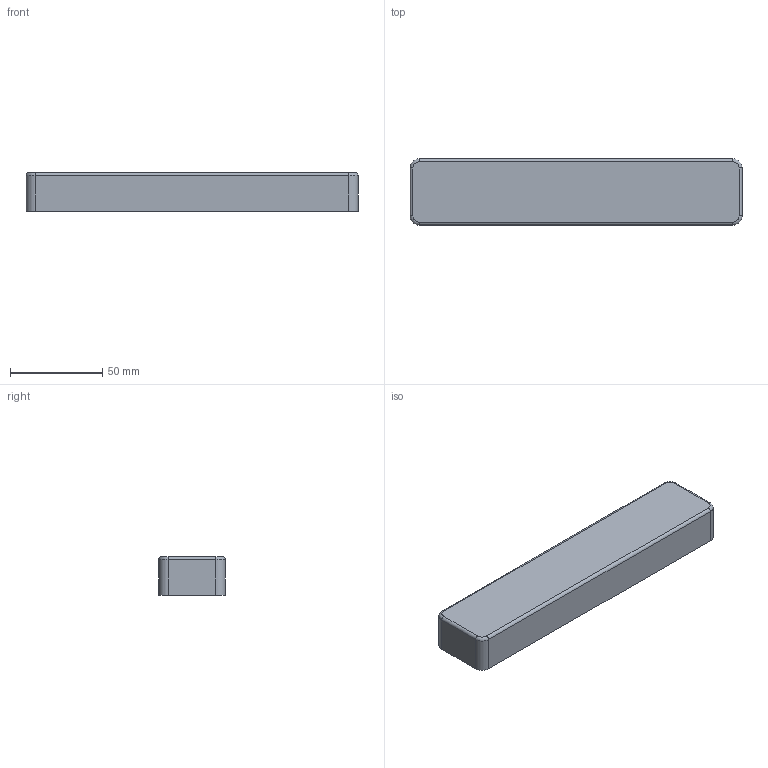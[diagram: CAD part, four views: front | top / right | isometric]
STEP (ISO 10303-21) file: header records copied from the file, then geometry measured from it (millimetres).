
FILE_DESCRIPTION(/* description */ (''),/* implementation_level */ '2;1');
FILE_NAME(/* name */ 'Bottom button mold V2.step',/* time_stamp */ '2023-10-06T10:49:10+03:00',/* author */ (''),/* organization */ (''),/* preprocessor_version */ 'ST-DEVELOPER v20',/* originating_system */ 'Autodesk Translation Framework v12.14.0.127',/* authorisation */ '');
FILE_SCHEMA (('AUTOMOTIVE_DESIGN { 1 0 10303 214 3 1 1 }'));
Length unit declared in the file: millimetre
Products named in the file (1): Bottom button mold case
Bounding box: 180 x 36 x 21 mm (x, y, z)
Volume: 134119.3 mm3; surface area: 53470.4 mm2
Topology: 3 solids, 3 shells, 415 faces, 1188 edges, 784 vertices
Faces by surface type: plane 177, cylinder 136, torus 94, bspline 8
Entity records: 13883 total; most frequent: DIRECTION 2598, CARTESIAN_POINT 2452, ORIENTED_EDGE 2376, EDGE_CURVE 1188, AXIS2_PLACEMENT_3D 1002, VERTEX_POINT 784, LINE 594, VECTOR 594
